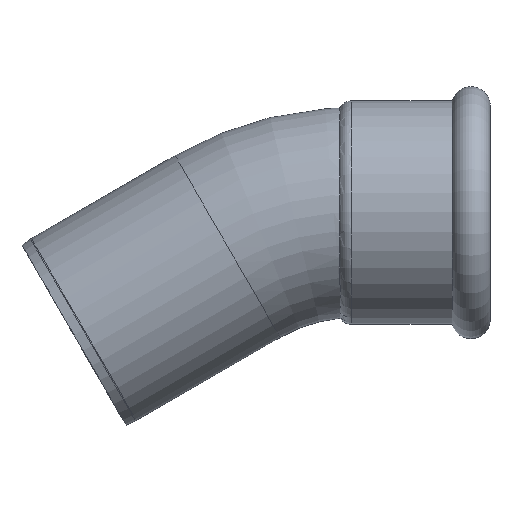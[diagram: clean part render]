
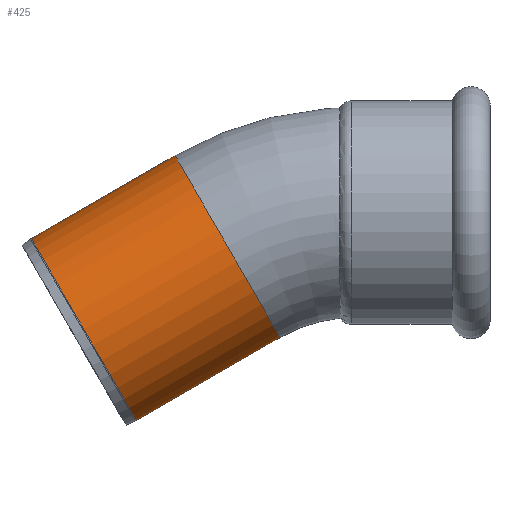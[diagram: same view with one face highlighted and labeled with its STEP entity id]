
A CAD part, top view. The second image highlights one B-rep face of the part: STEP entity #425.
In plain terms, the highlighted cylindrical face has radius 27 mm (diameter 54 mm), a full revolution.
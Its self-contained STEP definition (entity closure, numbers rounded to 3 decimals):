
#31=LINE('',#782,#40);
#40=VECTOR('',#639,27.);
#47=CYLINDRICAL_SURFACE('',#503,27.);
#60=FACE_OUTER_BOUND('',#80,.T.);
#80=EDGE_LOOP('',(#338,#339,#340,#341,#342,#343,#344));
#124=CIRCLE('',#499,27.);
#125=CIRCLE('',#500,27.);
#126=CIRCLE('',#501,27.);
#128=CIRCLE('',#504,27.);
#129=CIRCLE('',#505,27.);
#176=VERTEX_POINT('',#770);
#177=VERTEX_POINT('',#771);
#178=VERTEX_POINT('',#773);
#179=VERTEX_POINT('',#778);
#180=VERTEX_POINT('',#779);
#236=EDGE_CURVE('',#176,#177,#124,.T.);
#237=EDGE_CURVE('',#178,#176,#125,.T.);
#238=EDGE_CURVE('',#177,#178,#126,.T.);
#240=EDGE_CURVE('',#179,#180,#128,.T.);
#241=EDGE_CURVE('',#180,#179,#129,.T.);
#242=EDGE_CURVE('',#180,#178,#31,.T.);
#338=ORIENTED_EDGE('',*,*,#240,.F.);
#339=ORIENTED_EDGE('',*,*,#241,.F.);
#340=ORIENTED_EDGE('',*,*,#242,.T.);
#341=ORIENTED_EDGE('',*,*,#237,.T.);
#342=ORIENTED_EDGE('',*,*,#236,.T.);
#343=ORIENTED_EDGE('',*,*,#238,.T.);
#344=ORIENTED_EDGE('',*,*,#242,.F.);
#425=ADVANCED_FACE('',(#60),#47,.T.);
#499=AXIS2_PLACEMENT_3D('',#772,#625,#626);
#500=AXIS2_PLACEMENT_3D('',#774,#627,#628);
#501=AXIS2_PLACEMENT_3D('',#775,#629,#630);
#503=AXIS2_PLACEMENT_3D('',#777,#633,#634);
#504=AXIS2_PLACEMENT_3D('',#780,#635,#636);
#505=AXIS2_PLACEMENT_3D('',#781,#637,#638);
#625=DIRECTION('center_axis',(0.866,0.5,0.));
#626=DIRECTION('ref_axis',(-0.5,0.866,0.));
#627=DIRECTION('center_axis',(0.866,0.5,0.));
#628=DIRECTION('ref_axis',(-0.5,0.866,0.));
#629=DIRECTION('center_axis',(0.866,0.5,0.));
#630=DIRECTION('ref_axis',(-0.5,0.866,0.));
#633=DIRECTION('center_axis',(0.866,0.5,0.));
#634=DIRECTION('ref_axis',(-0.5,0.866,0.));
#635=DIRECTION('center_axis',(0.866,0.5,0.));
#636=DIRECTION('ref_axis',(0.,0.,-1.));
#637=DIRECTION('center_axis',(0.866,0.5,0.));
#638=DIRECTION('ref_axis',(0.,0.,-1.));
#639=DIRECTION('',(-0.866,-0.5,0.));
#770=CARTESIAN_POINT('',(-117.945,-6.656,0.));
#771=CARTESIAN_POINT('',(-104.445,-30.038,27.));
#772=CARTESIAN_POINT('Origin',(-104.445,-30.038,0.));
#773=CARTESIAN_POINT('',(-90.945,-53.421,0.));
#774=CARTESIAN_POINT('Origin',(-104.445,-30.038,0.));
#775=CARTESIAN_POINT('Origin',(-104.445,-30.038,0.));
#777=CARTESIAN_POINT('Origin',(-85.972,-19.373,0.));
#778=CARTESIAN_POINT('',(-67.5,-8.708,-27.));
#779=CARTESIAN_POINT('',(-54.,-32.091,0.));
#780=CARTESIAN_POINT('Origin',(-67.5,-8.708,0.));
#781=CARTESIAN_POINT('Origin',(-67.5,-8.708,0.));
#782=CARTESIAN_POINT('',(-72.472,-42.756,0.));
